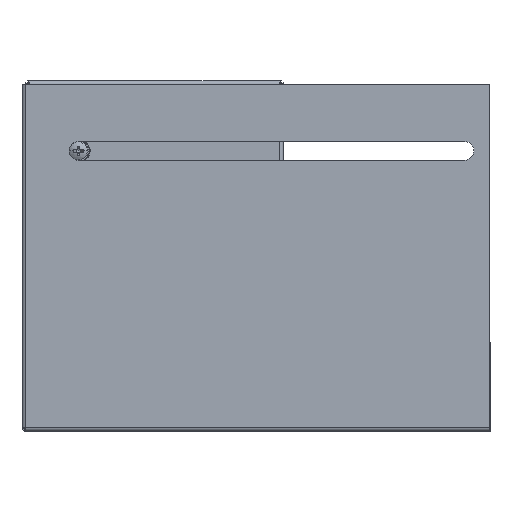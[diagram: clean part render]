
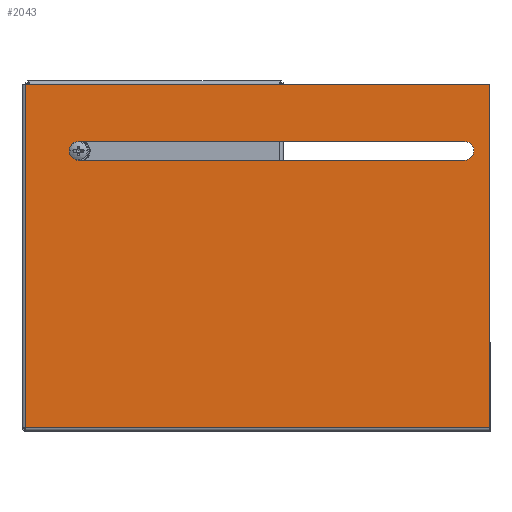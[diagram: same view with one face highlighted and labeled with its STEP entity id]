
A CAD part, left-side view. The second image highlights one B-rep face of the part: STEP entity #2043.
In plain terms, the highlighted face is planar.
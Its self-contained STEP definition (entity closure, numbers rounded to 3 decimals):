
#121 = EDGE_CURVE ( 'NONE', #8030, #1022, #3365, .T. ) ;
#159 = DIRECTION ( 'NONE',  ( 0., -1., 0. ) ) ;
#171 = VERTEX_POINT ( 'NONE', #4145 ) ;
#235 = VECTOR ( 'NONE', #516, 1000. ) ;
#268 = VECTOR ( 'NONE', #676, 1000. ) ;
#477 = CARTESIAN_POINT ( 'NONE',  ( 305., 10.9, -115.9 ) ) ;
#480 = LINE ( 'NONE', #6216, #235 ) ;
#516 = DIRECTION ( 'NONE',  ( 0., 0., 1. ) ) ;
#631 = DIRECTION ( 'NONE',  ( 0., 0., 1. ) ) ;
#676 = DIRECTION ( 'NONE',  ( 0., 1., 0. ) ) ;
#775 = ORIENTED_EDGE ( 'NONE', *, *, #3124, .T. ) ;
#796 = FACE_BOUND ( 'NONE', #7027, .T. ) ;
#880 = CIRCLE ( 'NONE', #2068, 4. ) ;
#934 = EDGE_CURVE ( 'NONE', #1022, #7990, #6168, .T. ) ;
#1022 = VERTEX_POINT ( 'NONE', #3335 ) ;
#1222 = DIRECTION ( 'NONE',  ( 0., 0., 1. ) ) ;
#1507 = CARTESIAN_POINT ( 'NONE',  ( 305., 175.9, -123.9 ) ) ;
#1671 = CARTESIAN_POINT ( 'NONE',  ( 305., 175.9, -115.9 ) ) ;
#2017 = EDGE_LOOP ( 'NONE', ( #5519, #5425, #7592, #2851 ) ) ;
#2043 = ADVANCED_FACE ( 'NONE', ( #796, #7120 ), #7162, .F. ) ;
#2068 = AXIS2_PLACEMENT_3D ( 'NONE', #4462, #3925, #631 ) ;
#2316 = VECTOR ( 'NONE', #4956, 1000. ) ;
#2449 = CARTESIAN_POINT ( 'NONE',  ( 305., 0., -148.3 ) ) ;
#2586 = CARTESIAN_POINT ( 'NONE',  ( 305., 10.9, -119.9 ) ) ;
#2689 = DIRECTION ( 'NONE',  ( -1., 0., 0. ) ) ;
#2777 = DIRECTION ( 'NONE',  ( 0., 0., 1. ) ) ;
#2815 = CARTESIAN_POINT ( 'NONE',  ( 305., 198.3, -148.3 ) ) ;
#2851 = ORIENTED_EDGE ( 'NONE', *, *, #7638, .F. ) ;
#3109 = LINE ( 'NONE', #4999, #3387 ) ;
#3124 = EDGE_CURVE ( 'NONE', #7990, #5513, #3721, .T. ) ;
#3307 = VERTEX_POINT ( 'NONE', #7124 ) ;
#3312 = ORIENTED_EDGE ( 'NONE', *, *, #121, .T. ) ;
#3335 = CARTESIAN_POINT ( 'NONE',  ( 305., 10.9, -123.9 ) ) ;
#3348 = CARTESIAN_POINT ( 'NONE',  ( 305., 175.9, -123.9 ) ) ;
#3365 = LINE ( 'NONE', #1507, #4045 ) ;
#3387 = VECTOR ( 'NONE', #6183, 1000. ) ;
#3721 = LINE ( 'NONE', #4957, #268 ) ;
#3727 = LINE ( 'NONE', #4268, #7268 ) ;
#3925 = DIRECTION ( 'NONE',  ( -1., 0., 0. ) ) ;
#4045 = VECTOR ( 'NONE', #159, 1000. ) ;
#4145 = CARTESIAN_POINT ( 'NONE',  ( 305., 198.3, -1.7 ) ) ;
#4268 = CARTESIAN_POINT ( 'NONE',  ( 305., 200., -148.3 ) ) ;
#4454 = ORIENTED_EDGE ( 'NONE', *, *, #5692, .T. ) ;
#4462 = CARTESIAN_POINT ( 'NONE',  ( 305., 175.9, -119.9 ) ) ;
#4841 = LINE ( 'NONE', #2449, #2316 ) ;
#4956 = DIRECTION ( 'NONE',  ( 0., 0., 1. ) ) ;
#4957 = CARTESIAN_POINT ( 'NONE',  ( 305., 175.9, -115.9 ) ) ;
#4999 = CARTESIAN_POINT ( 'NONE',  ( 305., 200., -1.7 ) ) ;
#5377 = CARTESIAN_POINT ( 'NONE',  ( 305., 0., -1.7 ) ) ;
#5425 = ORIENTED_EDGE ( 'NONE', *, *, #6186, .F. ) ;
#5433 = ORIENTED_EDGE ( 'NONE', *, *, #934, .T. ) ;
#5510 = EDGE_CURVE ( 'NONE', #5759, #171, #480, .T. ) ;
#5513 = VERTEX_POINT ( 'NONE', #1671 ) ;
#5519 = ORIENTED_EDGE ( 'NONE', *, *, #5510, .T. ) ;
#5692 = EDGE_CURVE ( 'NONE', #5513, #8030, #880, .T. ) ;
#5759 = VERTEX_POINT ( 'NONE', #2815 ) ;
#5810 = CARTESIAN_POINT ( 'NONE',  ( 305., 0., 0. ) ) ;
#6009 = VERTEX_POINT ( 'NONE', #5377 ) ;
#6168 = CIRCLE ( 'NONE', #7881, 4. ) ;
#6183 = DIRECTION ( 'NONE',  ( 0., 1., 0. ) ) ;
#6186 = EDGE_CURVE ( 'NONE', #6009, #171, #3109, .T. ) ;
#6190 = EDGE_CURVE ( 'NONE', #3307, #6009, #4841, .T. ) ;
#6216 = CARTESIAN_POINT ( 'NONE',  ( 305., 198.3, -148.3 ) ) ;
#6811 = DIRECTION ( 'NONE',  ( 0., -1., 0. ) ) ;
#6857 = DIRECTION ( 'NONE',  ( -1., 0., 0. ) ) ;
#7027 = EDGE_LOOP ( 'NONE', ( #775, #4454, #3312, #5433 ) ) ;
#7120 = FACE_OUTER_BOUND ( 'NONE', #2017, .T. ) ;
#7124 = CARTESIAN_POINT ( 'NONE',  ( 305., 0., -148.3 ) ) ;
#7162 = PLANE ( 'NONE',  #7814 ) ;
#7268 = VECTOR ( 'NONE', #6811, 1000. ) ;
#7592 = ORIENTED_EDGE ( 'NONE', *, *, #6190, .F. ) ;
#7638 = EDGE_CURVE ( 'NONE', #5759, #3307, #3727, .T. ) ;
#7814 = AXIS2_PLACEMENT_3D ( 'NONE', #5810, #2689, #2777 ) ;
#7881 = AXIS2_PLACEMENT_3D ( 'NONE', #2586, #6857, #1222 ) ;
#7990 = VERTEX_POINT ( 'NONE', #477 ) ;
#8030 = VERTEX_POINT ( 'NONE', #3348 ) ;
